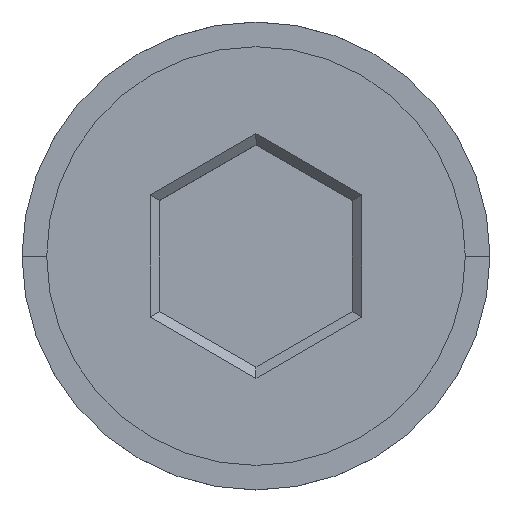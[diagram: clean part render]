
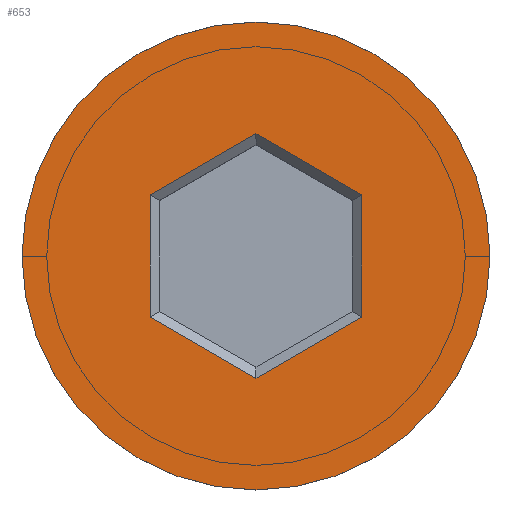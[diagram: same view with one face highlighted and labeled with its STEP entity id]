
A CAD part, top view. The second image highlights one B-rep face of the part: STEP entity #653.
In plain terms, the highlighted planar face has unit normal (0, 0, 1).
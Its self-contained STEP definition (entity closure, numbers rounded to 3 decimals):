
#6 = DIRECTION ( 'NONE',  ( -0.866, -0.5, 0. ) ) ;
#31 = CARTESIAN_POINT ( 'NONE',  ( -2.05, -1.299, 0. ) ) ;
#46 = CARTESIAN_POINT ( 'NONE',  ( 0., 0., 0. ) ) ;
#53 = CARTESIAN_POINT ( 'NONE',  ( -2.15, 1.241, 0. ) ) ;
#58 = ORIENTED_EDGE ( 'NONE', *, *, #1352, .T. ) ;
#60 = VERTEX_POINT ( 'NONE', #111 ) ;
#61 = DIRECTION ( 'NONE',  ( 0., 0., 1. ) ) ;
#67 = ORIENTED_EDGE ( 'NONE', *, *, #1370, .T. ) ;
#73 = EDGE_CURVE ( 'NONE', #276, #287, #134, .T. ) ;
#102 = ORIENTED_EDGE ( 'NONE', *, *, #251, .T. ) ;
#111 = CARTESIAN_POINT ( 'NONE',  ( 4.75, 0., 0. ) ) ;
#122 = EDGE_CURVE ( 'NONE', #1121, #646, #1101, .T. ) ;
#134 = LINE ( 'NONE', #264, #639 ) ;
#139 = CARTESIAN_POINT ( 'NONE',  ( -4.75, 0., 0. ) ) ;
#173 = PLANE ( 'NONE',  #1090 ) ;
#227 = DIRECTION ( 'NONE',  ( 0.866, 0.5, 0. ) ) ;
#229 = ORIENTED_EDGE ( 'NONE', *, *, #1219, .T. ) ;
#233 = DIRECTION ( 'NONE',  ( 0., -1., 0. ) ) ;
#251 = EDGE_CURVE ( 'NONE', #526, #60, #1449, .T. ) ;
#264 = CARTESIAN_POINT ( 'NONE',  ( 2.15, -1.126, 0. ) ) ;
#276 = VERTEX_POINT ( 'NONE', #1408 ) ;
#287 = VERTEX_POINT ( 'NONE', #538 ) ;
#295 = DIRECTION ( 'NONE',  ( 1., 0., 0. ) ) ;
#296 = DIRECTION ( 'NONE',  ( 0., 0., 1. ) ) ;
#298 = VECTOR ( 'NONE', #227, 1000. ) ;
#364 = CARTESIAN_POINT ( 'NONE',  ( 2.05, 1.299, 0. ) ) ;
#371 = CIRCLE ( 'NONE', #741, 4.75 ) ;
#410 = VERTEX_POINT ( 'NONE', #447 ) ;
#421 = DIRECTION ( 'NONE',  ( 1., 0., 0. ) ) ;
#447 = CARTESIAN_POINT ( 'NONE',  ( 0., 2.483, 0. ) ) ;
#514 = DIRECTION ( 'NONE',  ( 1., 0., 0. ) ) ;
#523 = DIRECTION ( 'NONE',  ( -0.866, 0.5, 0. ) ) ;
#526 = VERTEX_POINT ( 'NONE', #139 ) ;
#538 = CARTESIAN_POINT ( 'NONE',  ( 2.15, -1.241, 0. ) ) ;
#583 = VECTOR ( 'NONE', #523, 1000. ) ;
#584 = EDGE_LOOP ( 'NONE', ( #1282, #102 ) ) ;
#614 = AXIS2_PLACEMENT_3D ( 'NONE', #46, #296, #514 ) ;
#639 = VECTOR ( 'NONE', #233, 1000. ) ;
#646 = VERTEX_POINT ( 'NONE', #53 ) ;
#653 = ADVANCED_FACE ( 'NONE', ( #1177, #1561 ), #173, .T. ) ;
#654 = VERTEX_POINT ( 'NONE', #1055 ) ;
#687 = EDGE_LOOP ( 'NONE', ( #1598, #1104, #229, #67, #1421, #58 ) ) ;
#741 = AXIS2_PLACEMENT_3D ( 'NONE', #769, #1034, #421 ) ;
#769 = CARTESIAN_POINT ( 'NONE',  ( 0., 0., 0. ) ) ;
#856 = LINE ( 'NONE', #1202, #298 ) ;
#869 = DIRECTION ( 'NONE',  ( 0., 1., 0. ) ) ;
#878 = DIRECTION ( 'NONE',  ( 0.866, -0.5, 0. ) ) ;
#881 = VECTOR ( 'NONE', #869, 1000. ) ;
#948 = VECTOR ( 'NONE', #6, 1000. ) ;
#983 = CARTESIAN_POINT ( 'NONE',  ( -2.15, 1.126, 0. ) ) ;
#998 = LINE ( 'NONE', #364, #1382 ) ;
#1017 = CARTESIAN_POINT ( 'NONE',  ( 0.1, -2.425, 0. ) ) ;
#1034 = DIRECTION ( 'NONE',  ( 0., 0., 1. ) ) ;
#1055 = CARTESIAN_POINT ( 'NONE',  ( 0., -2.483, 0. ) ) ;
#1090 = AXIS2_PLACEMENT_3D ( 'NONE', #1184, #61, #295 ) ;
#1101 = LINE ( 'NONE', #983, #881 ) ;
#1104 = ORIENTED_EDGE ( 'NONE', *, *, #122, .T. ) ;
#1121 = VERTEX_POINT ( 'NONE', #1164 ) ;
#1146 = LINE ( 'NONE', #31, #583 ) ;
#1164 = CARTESIAN_POINT ( 'NONE',  ( -2.15, -1.241, 0. ) ) ;
#1177 = FACE_BOUND ( 'NONE', #687, .T. ) ;
#1184 = CARTESIAN_POINT ( 'NONE',  ( 0., 0., 0. ) ) ;
#1202 = CARTESIAN_POINT ( 'NONE',  ( -0.1, 2.425, 0. ) ) ;
#1219 = EDGE_CURVE ( 'NONE', #646, #410, #856, .T. ) ;
#1282 = ORIENTED_EDGE ( 'NONE', *, *, #1502, .T. ) ;
#1352 = EDGE_CURVE ( 'NONE', #287, #654, #1483, .T. ) ;
#1370 = EDGE_CURVE ( 'NONE', #410, #276, #998, .T. ) ;
#1382 = VECTOR ( 'NONE', #878, 1000. ) ;
#1408 = CARTESIAN_POINT ( 'NONE',  ( 2.15, 1.241, 0. ) ) ;
#1421 = ORIENTED_EDGE ( 'NONE', *, *, #73, .T. ) ;
#1449 = CIRCLE ( 'NONE', #614, 4.75 ) ;
#1483 = LINE ( 'NONE', #1017, #948 ) ;
#1502 = EDGE_CURVE ( 'NONE', #60, #526, #371, .T. ) ;
#1561 = FACE_OUTER_BOUND ( 'NONE', #584, .T. ) ;
#1580 = EDGE_CURVE ( 'NONE', #654, #1121, #1146, .T. ) ;
#1598 = ORIENTED_EDGE ( 'NONE', *, *, #1580, .T. ) ;
